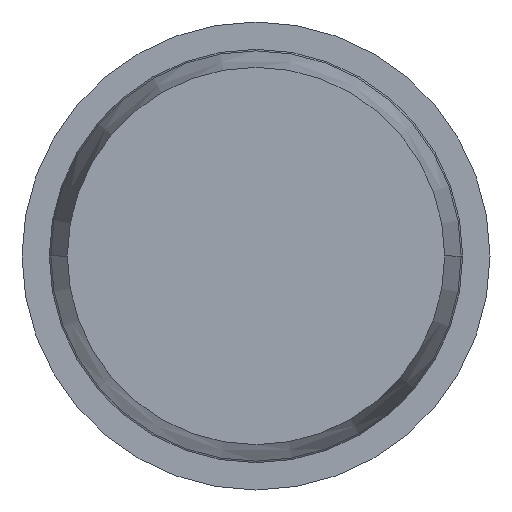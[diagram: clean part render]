
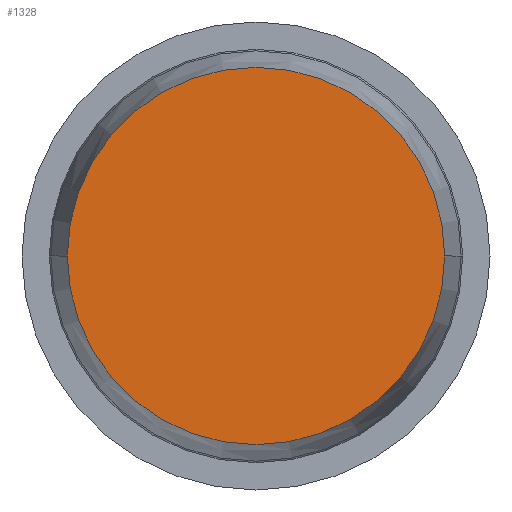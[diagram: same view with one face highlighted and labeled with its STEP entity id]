
A CAD part, front view. The second image highlights one B-rep face of the part: STEP entity #1328.
In plain terms, the highlighted planar face has unit normal (0, -1, 0).
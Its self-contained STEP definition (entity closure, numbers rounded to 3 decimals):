
#76 = VERTEX_POINT ( 'NONE', #1308 ) ;
#135 = PLANE ( 'NONE',  #522 ) ;
#377 = CARTESIAN_POINT ( 'NONE',  ( 0., -19., 0. ) ) ;
#413 = DIRECTION ( 'NONE',  ( 0., -1., 0. ) ) ;
#522 = AXIS2_PLACEMENT_3D ( 'NONE', #377, #1504, #1527 ) ;
#612 = EDGE_CURVE ( 'Defeature ausgef�hrt1_0+Defeature ausgef�hrt1_10+Defeature ausgef�hrt1_10+Defeature ausgef�hrt1_10', #76, #783, #3389, .T. ) ;
#693 = ORIENTED_EDGE ( 'NONE', *, *, #612, .T. ) ;
#783 = VERTEX_POINT ( 'NONE', #1152 ) ;
#918 = FACE_OUTER_BOUND ( 'NONE', #2954, .T. ) ;
#1105 = CARTESIAN_POINT ( 'NONE',  ( 0., -19., 0. ) ) ;
#1152 = CARTESIAN_POINT ( 'NONE',  ( 1.209, -19., 0. ) ) ;
#1308 = CARTESIAN_POINT ( 'NONE',  ( -1.209, -19., 0. ) ) ;
#1328 = ADVANCED_FACE ( 'Defeature ausgef�hrt1_0', ( #918 ), #135, .T. ) ;
#1504 = DIRECTION ( 'NONE',  ( 0., -1., 0. ) ) ;
#1507 = DIRECTION ( 'NONE',  ( 1., 0., 0. ) ) ;
#1527 = DIRECTION ( 'NONE',  ( 1., 0., 0. ) ) ;
#1809 = AXIS2_PLACEMENT_3D ( 'NONE', #1105, #2837, #2530 ) ;
#1994 = AXIS2_PLACEMENT_3D ( 'NONE', #2909, #413, #1507 ) ;
#2530 = DIRECTION ( 'NONE',  ( 1., 0., 0. ) ) ;
#2756 = CIRCLE ( 'NONE', #1994, 1.209 ) ;
#2837 = DIRECTION ( 'NONE',  ( 0., -1., 0. ) ) ;
#2909 = CARTESIAN_POINT ( 'NONE',  ( 0., -19., 0. ) ) ;
#2954 = EDGE_LOOP ( 'NONE', ( #693, #3490 ) ) ;
#3389 = CIRCLE ( 'NONE', #1809, 1.209 ) ;
#3490 = ORIENTED_EDGE ( 'NONE', *, *, #3557, .T. ) ;
#3557 = EDGE_CURVE ( 'Defeature ausgef�hrt1_0+Defeature ausgef�hrt1_10+Defeature ausgef�hrt1_10+Defeature ausgef�hrt1_10', #783, #76, #2756, .T. ) ;
